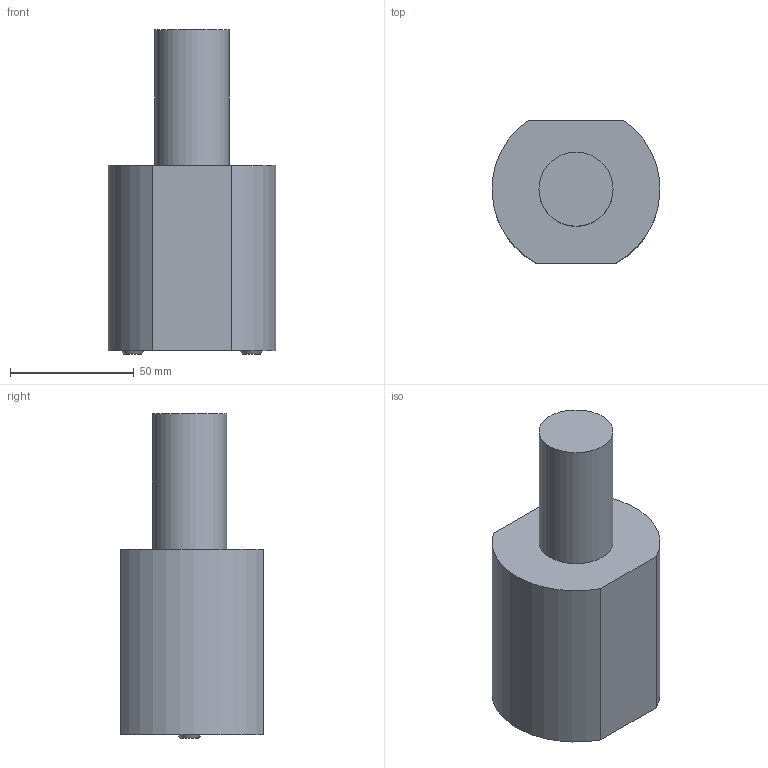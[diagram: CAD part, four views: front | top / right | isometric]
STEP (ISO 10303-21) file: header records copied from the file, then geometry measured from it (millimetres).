
FILE_DESCRIPTION(/* description */ (''),/* implementation_level */ '2;1');
FILE_NAME(/* name */ 'VDI.30-E2.32.stp',/* time_stamp */ '2024-10-02T08:28:30+02:00',/* author */ (''),/* organization */ (''),/* preprocessor_version */ 'ST-DEVELOPER v16.7',/* originating_system */ 'SIEMENS PLM Software NX 12.0',/* authorisation */ '');
FILE_SCHEMA (('AUTOMOTIVE_DESIGN { 1 0 10303 214 3 1 1 1 }'));
Length unit declared in the file: millimetre
Products named in the file (1): pf6624DC61AFpnq1
Bounding box: 67.89 x 58 x 131.5 mm (x, y, z)
Volume: 293141.1 mm3; surface area: 27741.5 mm2
Topology: 1 solids, 1 shells, 12 faces, 24 edges, 17 vertices
Faces by surface type: plane 7, cylinder 3, sphere 2
Full cylindrical faces by diameter (mm): 30 x1
Entity records: 393 total; most frequent: DIRECTION 70, CARTESIAN_POINT 58, ORIENTED_EDGE 48, AXIS2_PLACEMENT_3D 30, EDGE_CURVE 24, VERTEX_POINT 18, EDGE_LOOP 16, CIRCLE 14
